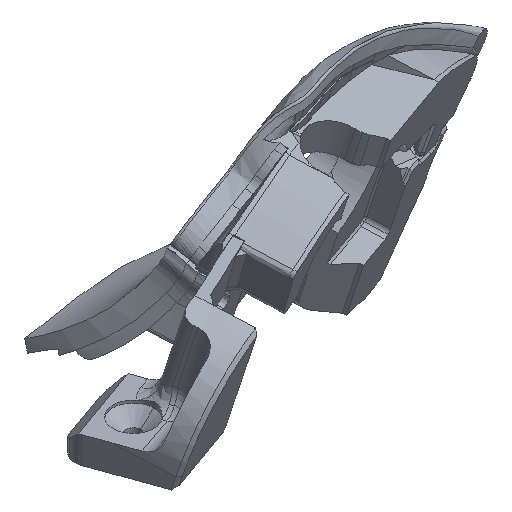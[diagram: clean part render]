
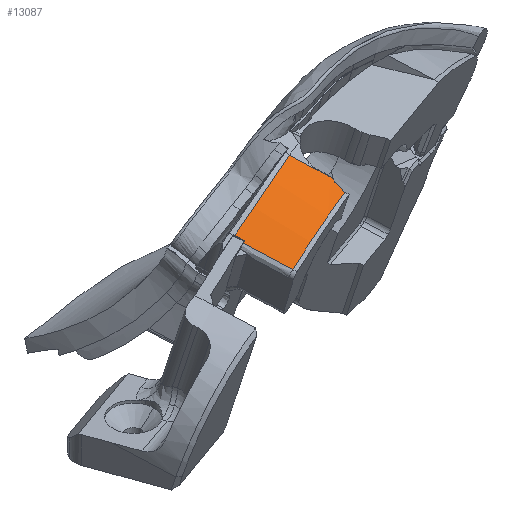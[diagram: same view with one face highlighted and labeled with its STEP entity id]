
A CAD part, isometric view. The second image highlights one B-rep face of the part: STEP entity #13087.
In plain terms, the highlighted free-form (B-spline) face has degree [3, 1] with [8, 2] control points.
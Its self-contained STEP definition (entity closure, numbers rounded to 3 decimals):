
#279 = CARTESIAN_POINT ( 'NONE',  ( -8.39, 8.605, 44.277 ) ) ;
#475 = EDGE_CURVE ( 'NONE', #42280, #13195, #15712, .T. ) ;
#1000 = EDGE_LOOP ( 'NONE', ( #19537, #22234, #43783, #39546, #22675, #42803, #41459, #9026 ) ) ;
#1314 = B_SPLINE_CURVE_WITH_KNOTS ( 'NONE', 3,
 ( #14533, #40574, #21559, #18278 ),
 .UNSPECIFIED., .F., .F.,
 ( 4, 4 ),
 ( -0.258, -0.116 ),
 .UNSPECIFIED. ) ;
#1490 = EDGE_CURVE ( 'NONE', #44974, #13195, #37250, .T. ) ;
#2011 = VECTOR ( 'NONE', #32037, 1000. ) ;
#2656 = CARTESIAN_POINT ( 'NONE',  ( 3.741, 14.344, 49.061 ) ) ;
#4517 = CARTESIAN_POINT ( 'NONE',  ( 4.577, 11.997, 48.357 ) ) ;
#6168 = CARTESIAN_POINT ( 'NONE',  ( 3.768, 13.994, 48.952 ) ) ;
#6222 = B_SPLINE_CURVE_WITH_KNOTS ( 'NONE', 3,
 ( #29059, #17762, #25545, #33051, #33540, #6506 ),
 .UNSPECIFIED., .F., .F.,
 ( 4, 2, 4 ),
 ( -32.155, -25.643, -18.369 ),
 .UNSPECIFIED. ) ;
#6268 = CARTESIAN_POINT ( 'NONE',  ( 3.63, 12.321, 48.411 ) ) ;
#6506 = CARTESIAN_POINT ( 'NONE',  ( 1.9, 19.516, 50.613 ) ) ;
#8272 = FACE_OUTER_BOUND ( 'NONE', #1000, .T. ) ;
#8286 = CARTESIAN_POINT ( 'NONE',  ( -10.617, 14.861, 46.154 ) ) ;
#8446 = CARTESIAN_POINT ( 'NONE',  ( -10.383, 14.909, 46.271 ) ) ;
#8524 = CARTESIAN_POINT ( 'NONE',  ( -31.657, 72.136, 63.064 ) ) ;
#8764 = CARTESIAN_POINT ( 'NONE',  ( -22.671, 74.272, 66.61 ) ) ;
#9026 = ORIENTED_EDGE ( 'NONE', *, *, #39177, .T. ) ;
#9546 = CARTESIAN_POINT ( 'NONE',  ( 3.689, 12.958, 48.619 ) ) ;
#12518 = CARTESIAN_POINT ( 'NONE',  ( -18.085, 75.651, 67.454 ) ) ;
#12760 = CARTESIAN_POINT ( 'NONE',  ( -20.382, 74.932, 67.127 ) ) ;
#13087 = ADVANCED_FACE ( 'NONE', ( #8272 ), #42751, .T. ) ;
#13126 = CARTESIAN_POINT ( 'NONE',  ( 1.611, 11.087, 47.875 ) ) ;
#13195 = VERTEX_POINT ( 'NONE', #32043 ) ;
#14533 = CARTESIAN_POINT ( 'NONE',  ( -10.841, 16.194, 46.656 ) ) ;
#14666 = CARTESIAN_POINT ( 'NONE',  ( 3.76, 13.745, 48.873 ) ) ;
#15712 = B_SPLINE_CURVE_WITH_KNOTS ( 'NONE', 3,
 ( #279, #34068, #49317, #8286 ),
 .UNSPECIFIED., .F., .F.,
 ( 4, 4 ),
 ( 0., 0.69 ),
 .UNSPECIFIED. ) ;
#15776 = CARTESIAN_POINT ( 'NONE',  ( -31.544, 72.159, 63.123 ) ) ;
#16500 = CARTESIAN_POINT ( 'NONE',  ( -8.996, 8.482, 43.968 ) ) ;
#17188 = CARTESIAN_POINT ( 'NONE',  ( -10.383, 14.909, 46.271 ) ) ;
#17477 = EDGE_CURVE ( 'NONE', #35243, #39261, #32750, .T. ) ;
#17758 = CARTESIAN_POINT ( 'NONE',  ( 3.749, 13.598, 48.825 ) ) ;
#17762 = CARTESIAN_POINT ( 'NONE',  ( -8.898, 16.516, 47.582 ) ) ;
#18278 = CARTESIAN_POINT ( 'NONE',  ( -10.383, 14.909, 46.271 ) ) ;
#19537 = ORIENTED_EDGE ( 'NONE', *, *, #1490, .T. ) ;
#19924 = CARTESIAN_POINT ( 'NONE',  ( 3.741, 14.344, 49.061 ) ) ;
#21136 = CARTESIAN_POINT ( 'NONE',  ( -8.39, 8.605, 44.277 ) ) ;
#21445 = CARTESIAN_POINT ( 'NONE',  ( 3.763, 13.818, 48.896 ) ) ;
#21457 = VERTEX_POINT ( 'NONE', #33417 ) ;
#21464 = CARTESIAN_POINT ( 'NONE',  ( -10.617, 14.861, 46.154 ) ) ;
#21559 = CARTESIAN_POINT ( 'NONE',  ( -10.536, 15.337, 46.399 ) ) ;
#21794 = CARTESIAN_POINT ( 'NONE',  ( 3.57, 11.686, 48.202 ) ) ;
#21933 = CARTESIAN_POINT ( 'NONE',  ( 3.756, 13.671, 48.849 ) ) ;
#22234 = ORIENTED_EDGE ( 'NONE', *, *, #475, .F. ) ;
#22675 = ORIENTED_EDGE ( 'NONE', *, *, #30100, .F. ) ;
#23548 = CARTESIAN_POINT ( 'NONE',  ( -31.601, 72.147, 63.094 ) ) ;
#24292 = CARTESIAN_POINT ( 'NONE',  ( -8.883, 8.505, 44.026 ) ) ;
#24543 = CARTESIAN_POINT ( 'NONE',  ( -29.363, 72.598, 64.247 ) ) ;
#25047 = B_SPLINE_CURVE_WITH_KNOTS ( 'NONE', 3,
 ( #44633, #13126, #25139, #35895, #40389, #28656 ),
 .UNSPECIFIED., .F., .F.,
 ( 4, 2, 4 ),
 ( 19.433, 25.643, 32.42 ),
 .UNSPECIFIED. ) ;
#25139 = CARTESIAN_POINT ( 'NONE',  ( -0.338, 10.533, 47.408 ) ) ;
#25545 = CARTESIAN_POINT ( 'NONE',  ( -6.909, 16.929, 48.377 ) ) ;
#27308 = CARTESIAN_POINT ( 'NONE',  ( -6.702, 8.944, 45.151 ) ) ;
#28656 = CARTESIAN_POINT ( 'NONE',  ( -8.39, 8.605, 44.277 ) ) ;
#28952 = CARTESIAN_POINT ( 'NONE',  ( 3.761, 14.169, 49.007 ) ) ;
#28965 = EDGE_CURVE ( 'NONE', #37391, #21457, #40272, .T. ) ;
#29055 = CARTESIAN_POINT ( 'NONE',  ( 3.57, 11.686, 48.202 ) ) ;
#29059 = CARTESIAN_POINT ( 'NONE',  ( -10.841, 16.194, 46.656 ) ) ;
#30100 = EDGE_CURVE ( 'NONE', #37391, #35243, #39843, .T. ) ;
#31235 = CARTESIAN_POINT ( 'NONE',  ( -10.841, 16.194, 46.656 ) ) ;
#31296 = CARTESIAN_POINT ( 'NONE',  ( 3.749, 13.598, 48.825 ) ) ;
#31553 = CARTESIAN_POINT ( 'NONE',  ( -0.01, 10.618, 47.513 ) ) ;
#32037 = DIRECTION ( 'NONE',  ( -0.323, 0.907, 0.272 ) ) ;
#32043 = CARTESIAN_POINT ( 'NONE',  ( -10.617, 14.861, 46.154 ) ) ;
#32750 = B_SPLINE_CURVE_WITH_KNOTS ( 'NONE', 3,
 ( #17758, #9546, #6268, #29055 ),
 .UNSPECIFIED., .F., .F.,
 ( 4, 4 ),
 ( 0., 1. ),
 .UNSPECIFIED. ) ;
#32948 = CARTESIAN_POINT ( 'NONE',  ( 3.749, 13.598, 48.825 ) ) ;
#33051 = CARTESIAN_POINT ( 'NONE',  ( -2.655, 18.048, 49.742 ) ) ;
#33417 = CARTESIAN_POINT ( 'NONE',  ( 1.9, 19.516, 50.613 ) ) ;
#33540 = CARTESIAN_POINT ( 'NONE',  ( -0.382, 18.756, 50.274 ) ) ;
#34068 = CARTESIAN_POINT ( 'NONE',  ( -9.132, 10.69, 44.903 ) ) ;
#35243 = VERTEX_POINT ( 'NONE', #31296 ) ;
#35895 = CARTESIAN_POINT ( 'NONE',  ( -4.35, 9.489, 46.125 ) ) ;
#36226 = CARTESIAN_POINT ( 'NONE',  ( -10.461, 14.893, 46.232 ) ) ;
#37250 = B_SPLINE_CURVE_WITH_KNOTS ( 'NONE', 3,
 ( #17188, #36226, #44227, #21464 ),
 .UNSPECIFIED., .F., .F.,
 ( 4, 4 ),
 ( -0.027, 0. ),
 .UNSPECIFIED. ) ;
#37391 = VERTEX_POINT ( 'NONE', #19924 ) ;
#38795 = CARTESIAN_POINT ( 'NONE',  ( -27.165, 73.103, 65.173 ) ) ;
#39177 = EDGE_CURVE ( 'NONE', #41804, #44974, #1314, .T. ) ;
#39261 = VERTEX_POINT ( 'NONE', #21794 ) ;
#39278 = CARTESIAN_POINT ( 'NONE',  ( 4.577, 11.997, 48.357 ) ) ;
#39540 = CARTESIAN_POINT ( 'NONE',  ( -8.939, 8.494, 43.997 ) ) ;
#39546 = ORIENTED_EDGE ( 'NONE', *, *, #17477, .F. ) ;
#39843 = B_SPLINE_CURVE_WITH_KNOTS ( 'NONE', 3,
 ( #2656, #28952, #6168, #21445, #14666, #21933, #32948 ),
 .UNSPECIFIED., .F., .F.,
 ( 4, 3, 4 ),
 ( -1.379, -1.323, -1.3 ),
 .UNSPECIFIED. ) ;
#40272 = LINE ( 'NONE', #39278, #2011 ) ;
#40389 = CARTESIAN_POINT ( 'NONE',  ( -6.401, 9.014, 45.276 ) ) ;
#40574 = CARTESIAN_POINT ( 'NONE',  ( -10.688, 15.766, 46.528 ) ) ;
#41459 = ORIENTED_EDGE ( 'NONE', *, *, #45746, .F. ) ;
#41804 = VERTEX_POINT ( 'NONE', #31235 ) ;
#42280 = VERTEX_POINT ( 'NONE', #21136 ) ;
#42402 = EDGE_CURVE ( 'NONE', #39261, #42280, #25047, .T. ) ;
#42552 = CARTESIAN_POINT ( 'NONE',  ( -4.503, 9.449, 46.076 ) ) ;
#42751 = B_SPLINE_SURFACE_WITH_KNOTS ( 'NONE', 3, 1, ( 
 ( #16500, #8524 ),
 ( #39540, #23548 ),
 ( #24292, #15776 ),
 ( #27308, #24543 ),
 ( #42552, #38795 ),
 ( #31553, #8764 ),
 ( #46796, #12760 ),
 ( #4517, #12518 ) ),
 .UNSPECIFIED., .F., .F., .F.,
 ( 4, 2, 2, 4 ),
 ( 2, 2 ),
 ( -33.111, -32.917, -25.643, -18.369 ),
 ( 0., 7.021 ),
 .UNSPECIFIED. ) ;
#42803 = ORIENTED_EDGE ( 'NONE', *, *, #28965, .T. ) ;
#43783 = ORIENTED_EDGE ( 'NONE', *, *, #42402, .F. ) ;
#44227 = CARTESIAN_POINT ( 'NONE',  ( -10.539, 14.877, 46.193 ) ) ;
#44633 = CARTESIAN_POINT ( 'NONE',  ( 3.57, 11.686, 48.202 ) ) ;
#44974 = VERTEX_POINT ( 'NONE', #8446 ) ;
#45746 = EDGE_CURVE ( 'NONE', #41804, #21457, #6222, .T. ) ;
#46796 = CARTESIAN_POINT ( 'NONE',  ( 2.28, 11.278, 48.03 ) ) ;
#49317 = CARTESIAN_POINT ( 'NONE',  ( -9.874, 12.775, 45.529 ) ) ;
